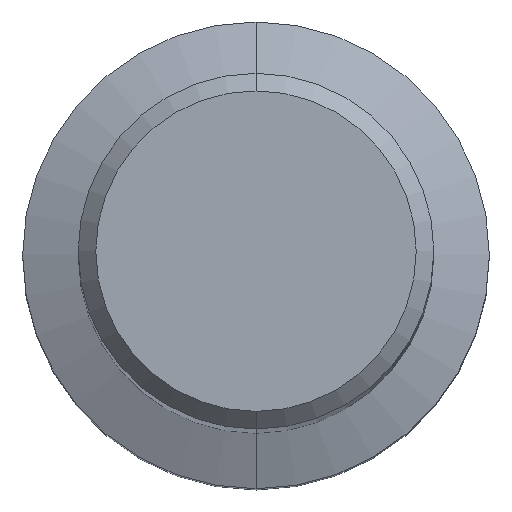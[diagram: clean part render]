
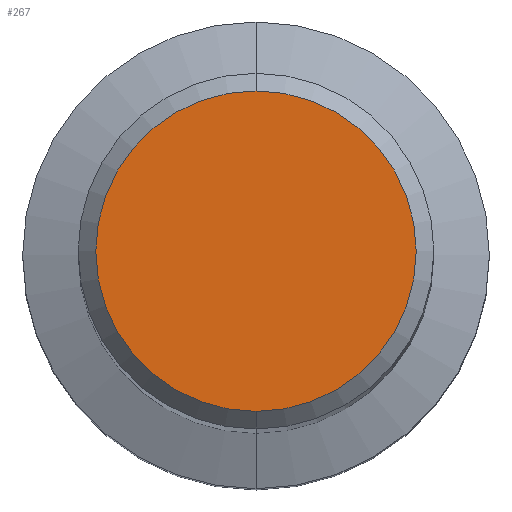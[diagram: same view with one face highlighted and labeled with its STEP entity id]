
A CAD part, top view. The second image highlights one B-rep face of the part: STEP entity #267.
In plain terms, the highlighted planar face has unit normal (0, 0, 1).
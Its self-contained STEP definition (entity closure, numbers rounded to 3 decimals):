
#139=EDGE_CURVE('',#261,#193,#340,.T.);
#193=VERTEX_POINT('',#406);
#241=EDGE_CURVE('',#193,#261,#457,.T.);
#261=VERTEX_POINT('',#479);
#267=ADVANCED_FACE('',(#486),#487,.T.);
#340=CIRCLE('',#562,5.45);
#406=CARTESIAN_POINT('',(0.0,5.45,0.0));
#457=CIRCLE('',#713,5.45);
#479=CARTESIAN_POINT('',(0.,-5.45,0.0));
#486=FACE_OUTER_BOUND('',#746,.T.);
#487=PLANE('',#747);
#562=AXIS2_PLACEMENT_3D('',#823,#824,#825);
#713=AXIS2_PLACEMENT_3D('',#972,#973,#974);
#746=EDGE_LOOP('',(#1011,#1012));
#747=AXIS2_PLACEMENT_3D('',#1013,#1014,#1015);
#823=CARTESIAN_POINT('',(0.0,0.0,0.0));
#824=DIRECTION('',(0.0,0.0,-1.0));
#825=DIRECTION('',(0.0,1.0,0.0));
#972=CARTESIAN_POINT('',(0.0,0.0,0.0));
#973=DIRECTION('',(0.0,0.0,-1.0));
#974=DIRECTION('',(0.0,1.0,0.0));
#1011=ORIENTED_EDGE('',*,*,#241,.F.);
#1012=ORIENTED_EDGE('',*,*,#139,.F.);
#1013=CARTESIAN_POINT('',(0.0,2.725,0.0));
#1014=DIRECTION('',(-0.0,0.0,1.0));
#1015=DIRECTION('',(0.0,-1.0,0.0));
